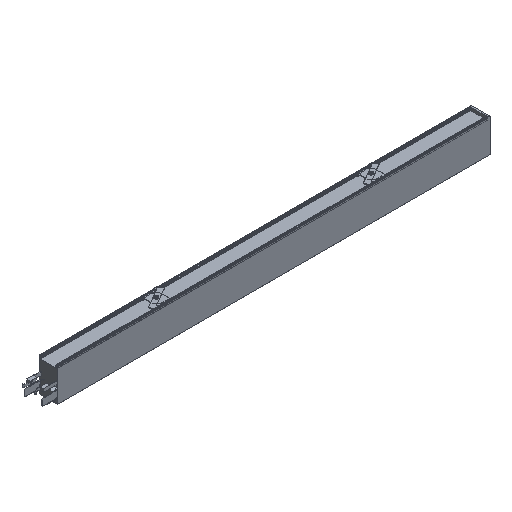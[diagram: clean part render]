
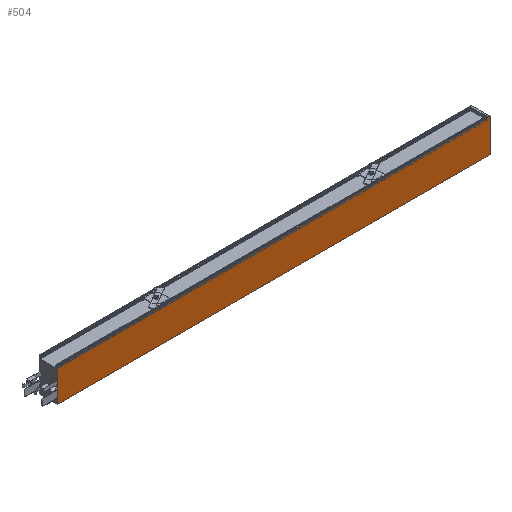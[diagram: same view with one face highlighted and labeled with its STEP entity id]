
A CAD part, isometric view. The second image highlights one B-rep face of the part: STEP entity #504.
In plain terms, the highlighted planar face has unit normal (0, -1, 0).
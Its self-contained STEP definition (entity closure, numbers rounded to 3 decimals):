
#198=FACE_OUTER_BOUND('',#1085,.T.);
#504=ADVANCED_FACE('DUAL S PROFIL',(#198),#824,.F.);
#824=PLANE('',#6154);
#1085=EDGE_LOOP('',(#1728,#1729,#1730,#1731));
#1728=ORIENTED_EDGE('',*,*,#3995,.F.);
#1729=ORIENTED_EDGE('',*,*,#4054,.F.);
#1730=ORIENTED_EDGE('',*,*,#4055,.F.);
#1731=ORIENTED_EDGE('',*,*,#4056,.T.);
#3425=VERTEX_POINT('',#8420);
#3426=VERTEX_POINT('',#8422);
#3478=VERTEX_POINT('',#8540);
#3479=VERTEX_POINT('',#8542);
#3995=EDGE_CURVE('',#3425,#3426,#4853,.T.);
#4054=EDGE_CURVE('LINE',#3478,#3425,#4902,.T.);
#4055=EDGE_CURVE('',#3479,#3478,#4903,.T.);
#4056=EDGE_CURVE('LINE',#3479,#3426,#4904,.T.);
#4853=LINE('',#8421,#5497);
#4902=LINE('',#8539,#5546);
#4903=LINE('',#8541,#5547);
#4904=LINE('',#8543,#5548);
#5497=VECTOR('',#6710,1.);
#5546=VECTOR('',#6793,1.);
#5547=VECTOR('',#6794,1.);
#5548=VECTOR('',#6795,1.);
#6154=AXIS2_PLACEMENT_3D('',#8544,#6796,#6797);
#6710=DIRECTION('',(0.,0.,1.));
#6793=DIRECTION('',(-1.,0.,0.));
#6794=DIRECTION('',(0.,0.,-1.));
#6795=DIRECTION('',(-1.,0.,0.));
#6796=DIRECTION('',(0.,1.,0.));
#6797=DIRECTION('',(0.,0.,1.));
#8420=CARTESIAN_POINT('',(-704.,-30.,-109.666));
#8421=CARTESIAN_POINT('',(-704.,-30.,-0.266));
#8422=CARTESIAN_POINT('',(-704.,-30.,-0.266));
#8539=CARTESIAN_POINT('',(-16.,-30.,-109.666));
#8540=CARTESIAN_POINT('',(704.,-30.,-109.666));
#8541=CARTESIAN_POINT('',(704.,-30.,-0.266));
#8542=CARTESIAN_POINT('',(704.,-30.,-0.266));
#8543=CARTESIAN_POINT('',(-16.,-30.,-0.266));
#8544=CARTESIAN_POINT('',(-16.,-30.,-0.266));
